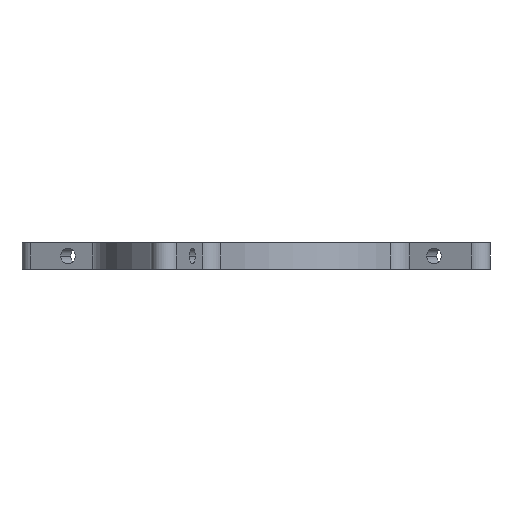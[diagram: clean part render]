
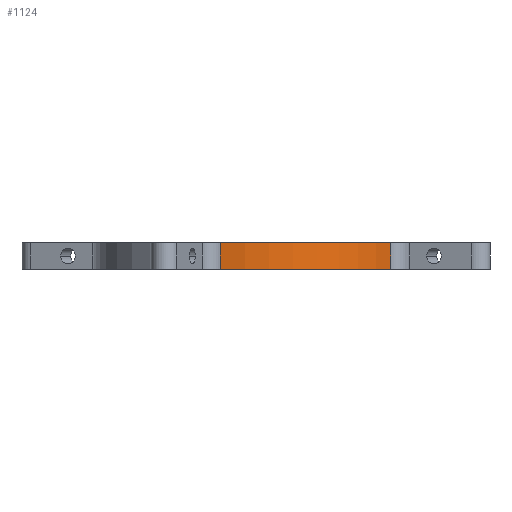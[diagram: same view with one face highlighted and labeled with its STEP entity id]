
A CAD part, front view. The second image highlights one B-rep face of the part: STEP entity #1124.
In plain terms, the highlighted cylindrical face has radius 30.2 mm (diameter 60.4 mm), a partial arc.
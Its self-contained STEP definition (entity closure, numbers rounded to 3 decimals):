
#255=CARTESIAN_POINT('Vertex',(25.601,-16.02,-2.5)) ;
#258=CARTESIAN_POINT('Axis2P3D Location',(0.,0.,-2.5)) ;
#262=CARTESIAN_POINT('Vertex',(-6.775,-29.43,-2.5)) ;
#907=CARTESIAN_POINT('Axis2P3D Location',(0.,0.,0.)) ;
#1091=CARTESIAN_POINT('Vertex',(25.601,-16.02,2.5)) ;
#1094=CARTESIAN_POINT('Line Origine',(25.601,-16.02,0.)) ;
#1106=CARTESIAN_POINT('Axis2P3D Location',(0.,0.,2.5)) ;
#1110=CARTESIAN_POINT('Vertex',(-6.775,-29.43,2.5)) ;
#1113=CARTESIAN_POINT('Line Origine',(-6.775,-29.43,2.5)) ;
#259=DIRECTION('Axis2P3D Direction',(0.,0.,1.)) ;
#908=DIRECTION('Axis2P3D Direction',(0.,0.,1.)) ;
#909=DIRECTION('Axis2P3D XDirection',(1.,0.,0.)) ;
#1095=DIRECTION('Vector Direction',(0.,0.,1.)) ;
#1107=DIRECTION('Axis2P3D Direction',(0.,0.,1.)) ;
#1114=DIRECTION('Vector Direction',(0.,0.,1.)) ;
#260=AXIS2_PLACEMENT_3D('Circle Axis2P3D',#258,#259,$) ;
#910=AXIS2_PLACEMENT_3D('Cylinder Axis2P3D',#907,#908,#909) ;
#1108=AXIS2_PLACEMENT_3D('Circle Axis2P3D',#1106,#1107,$) ;
#1119=ORIENTED_EDGE('',*,*,#264,.T.) ;
#1120=ORIENTED_EDGE('',*,*,#1098,.T.) ;
#1121=ORIENTED_EDGE('',*,*,#1112,.F.) ;
#1122=ORIENTED_EDGE('',*,*,#1117,.T.) ;
#1096=VECTOR('Line Direction',#1095,1.) ;
#1115=VECTOR('Line Direction',#1114,1.) ;
#1124=ADVANCED_FACE('Corps principal',(#1123),#911,.T.) ;
#261=CIRCLE('generated circle',#260,30.2) ;
#1109=CIRCLE('generated circle',#1108,30.2) ;
#911=CYLINDRICAL_SURFACE('generated cylinder',#910,30.2) ;
#264=EDGE_CURVE('',#263,#256,#261,.T.) ;
#1098=EDGE_CURVE('',#256,#1092,#1097,.T.) ;
#1112=EDGE_CURVE('',#1111,#1092,#1109,.T.) ;
#1117=EDGE_CURVE('',#1111,#263,#1116,.F.) ;
#1118=EDGE_LOOP('',(#1119,#1120,#1121,#1122)) ;
#1123=FACE_OUTER_BOUND('',#1118,.T.) ;
#1097=LINE('Line',#1094,#1096) ;
#1116=LINE('Line',#1113,#1115) ;
#256=VERTEX_POINT('',#255) ;
#263=VERTEX_POINT('',#262) ;
#1092=VERTEX_POINT('',#1091) ;
#1111=VERTEX_POINT('',#1110) ;
